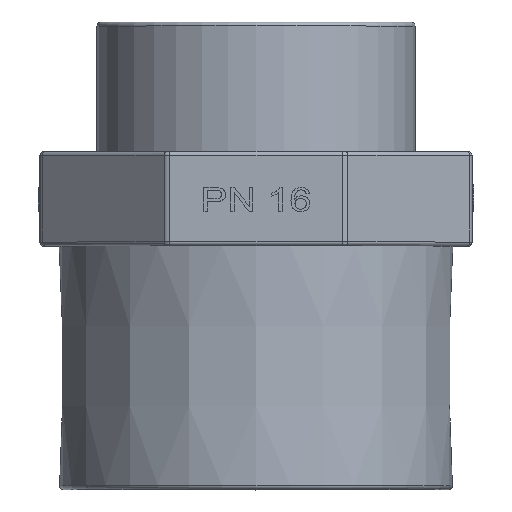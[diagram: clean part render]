
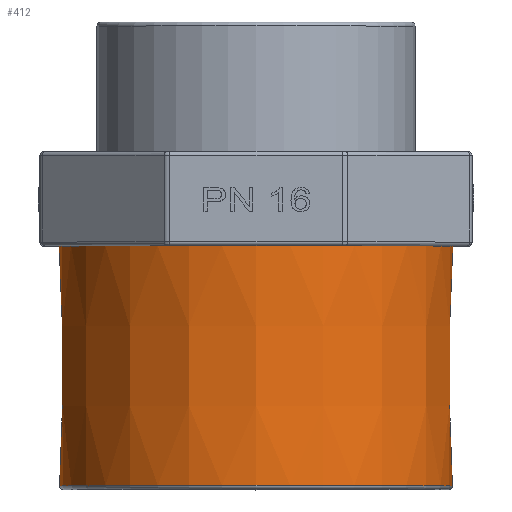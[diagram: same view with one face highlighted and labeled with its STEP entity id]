
A CAD part, top view. The second image highlights one B-rep face of the part: STEP entity #412.
In plain terms, the highlighted conical face has half-angle 0.092 degrees and reference radius 25.05 mm.
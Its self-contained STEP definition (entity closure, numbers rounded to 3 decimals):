
#390=CONICAL_SURFACE('',#4796,25.05,0.092);
#412=ADVANCED_FACE('',(#1300,#1301),#390,.T.);
#1300=FACE_BOUND('',#1382,.T.);
#1301=FACE_BOUND('',#1383,.T.);
#1382=EDGE_LOOP('',(#1989));
#1383=EDGE_LOOP('',(#1990));
#1693=CIRCLE('',#4793,25.05);
#1694=CIRCLE('',#4795,25.001);
#1989=ORIENTED_EDGE('',*,*,#3772,.F.);
#1990=ORIENTED_EDGE('',*,*,#3771,.T.);
#3326=VERTEX_POINT('',#7201);
#3327=VERTEX_POINT('',#7204);
#3771=EDGE_CURVE('',#3326,#3326,#1693,.T.);
#3772=EDGE_CURVE('',#3327,#3327,#1694,.T.);
#4793=AXIS2_PLACEMENT_3D('',#7200,#5196,#5197);
#4795=AXIS2_PLACEMENT_3D('',#7203,#5200,#5201);
#4796=AXIS2_PLACEMENT_3D('',#7205,#5202,#5203);
#5196=DIRECTION('',(0.,-1.,0.));
#5197=DIRECTION('',(0.,0.,-1.));
#5200=DIRECTION('',(0.,-1.,0.));
#5201=DIRECTION('',(0.,0.,-1.));
#5202=DIRECTION('',(0.,1.,0.));
#5203=DIRECTION('',(0.,0.,1.));
#7200=CARTESIAN_POINT('',(41566.42,8512.101,0.));
#7201=CARTESIAN_POINT('',(41566.42,8512.101,-25.05));
#7203=CARTESIAN_POINT('',(41566.42,8481.6,0.));
#7204=CARTESIAN_POINT('',(41566.42,8481.6,-25.001));
#7205=CARTESIAN_POINT('',(41566.42,8512.101,0.));
